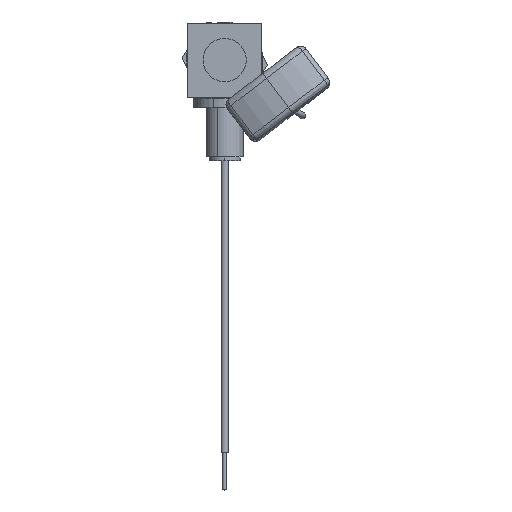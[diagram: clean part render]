
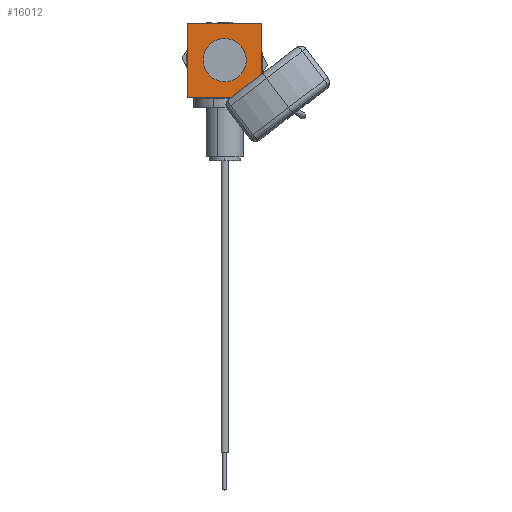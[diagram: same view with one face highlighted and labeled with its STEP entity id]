
A CAD part, top view. The second image highlights one B-rep face of the part: STEP entity #16012.
In plain terms, the highlighted planar face has unit normal (0, 0, 1).
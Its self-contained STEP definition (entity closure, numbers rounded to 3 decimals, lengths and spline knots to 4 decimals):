
#1116 = CARTESIAN_POINT ( 'NONE',  ( 0.375, -0.375, 1. ) ) ;
#3553 = CARTESIAN_POINT ( 'NONE',  ( 0.219, 0., 1. ) ) ;
#3838 = VECTOR ( 'NONE', #15833, 39.3701 ) ;
#3987 = ORIENTED_EDGE ( 'NONE', *, *, #31457, .T. ) ;
#4253 = DIRECTION ( 'NONE',  ( 1., 0., 0. ) ) ;
#5241 = CARTESIAN_POINT ( 'NONE',  ( -0.375, 0.375, 1. ) ) ;
#5309 = VERTEX_POINT ( 'NONE', #26434 ) ;
#5505 = CARTESIAN_POINT ( 'NONE',  ( -0.219, 0., 1. ) ) ;
#6343 = EDGE_CURVE ( 'NONE', #34015, #5309, #13176, .T. ) ;
#6732 = DIRECTION ( 'NONE',  ( 0., 1., 0. ) ) ;
#7096 = LINE ( 'NONE', #51315, #39451 ) ;
#7684 = VERTEX_POINT ( 'NONE', #3553 ) ;
#9241 = DIRECTION ( 'NONE',  ( 0., 0., -1. ) ) ;
#9946 = CIRCLE ( 'NONE', #42547, 0.219 ) ;
#12084 = EDGE_CURVE ( 'NONE', #5309, #23404, #14115, .T. ) ;
#13176 = LINE ( 'NONE', #51562, #45566 ) ;
#14115 = LINE ( 'NONE', #40198, #34389 ) ;
#15344 = EDGE_CURVE ( 'NONE', #23404, #24432, #47067, .T. ) ;
#15833 = DIRECTION ( 'NONE',  ( 1., 0., 0. ) ) ;
#15880 = DIRECTION ( 'NONE',  ( 0., 1., 0. ) ) ;
#16012 = ADVANCED_FACE ( 'NONE', ( #26564, #48287 ), #32276, .T. ) ;
#18745 = DIRECTION ( 'NONE',  ( 0., 0., -1. ) ) ;
#19084 = VERTEX_POINT ( 'NONE', #5505 ) ;
#20357 = CARTESIAN_POINT ( 'NONE',  ( 0., 0., 1. ) ) ;
#23061 = DIRECTION ( 'NONE',  ( -1., 0., 0. ) ) ;
#23404 = VERTEX_POINT ( 'NONE', #5241 ) ;
#23911 = AXIS2_PLACEMENT_3D ( 'NONE', #33469, #9241, #37585 ) ;
#24432 = VERTEX_POINT ( 'NONE', #41136 ) ;
#24645 = EDGE_LOOP ( 'NONE', ( #33185, #41041 ) ) ;
#26096 = EDGE_CURVE ( 'NONE', #19084, #7684, #27711, .T. ) ;
#26434 = CARTESIAN_POINT ( 'NONE',  ( -0.375, -0.375, 1. ) ) ;
#26564 = FACE_BOUND ( 'NONE', #24645, .T. ) ;
#27711 = CIRCLE ( 'NONE', #23911, 0.219 ) ;
#28515 = DIRECTION ( 'NONE',  ( 0., 0., 1. ) ) ;
#31457 = EDGE_CURVE ( 'NONE', #34015, #24432, #7096, .T. ) ;
#31978 = CARTESIAN_POINT ( 'NONE',  ( -0.375, 0.375, 1. ) ) ;
#32276 = PLANE ( 'NONE',  #32415 ) ;
#32415 = AXIS2_PLACEMENT_3D ( 'NONE', #20357, #28515, #4253 ) ;
#33185 = ORIENTED_EDGE ( 'NONE', *, *, #26096, .T. ) ;
#33469 = CARTESIAN_POINT ( 'NONE',  ( 0., 0., 1. ) ) ;
#34015 = VERTEX_POINT ( 'NONE', #1116 ) ;
#34389 = VECTOR ( 'NONE', #15880, 39.3701 ) ;
#37585 = DIRECTION ( 'NONE',  ( -1., 0., 0. ) ) ;
#38291 = ORIENTED_EDGE ( 'NONE', *, *, #6343, .F. ) ;
#39451 = VECTOR ( 'NONE', #6732, 39.3701 ) ;
#40198 = CARTESIAN_POINT ( 'NONE',  ( -0.375, -0.375, 1. ) ) ;
#40933 = ORIENTED_EDGE ( 'NONE', *, *, #15344, .F. ) ;
#41041 = ORIENTED_EDGE ( 'NONE', *, *, #49005, .T. ) ;
#41136 = CARTESIAN_POINT ( 'NONE',  ( 0.375, 0.375, 1. ) ) ;
#42547 = AXIS2_PLACEMENT_3D ( 'NONE', #43130, #18745, #47235 ) ;
#43130 = CARTESIAN_POINT ( 'NONE',  ( 0., 0., 1. ) ) ;
#45232 = ORIENTED_EDGE ( 'NONE', *, *, #12084, .F. ) ;
#45566 = VECTOR ( 'NONE', #23061, 39.3701 ) ;
#47067 = LINE ( 'NONE', #31978, #3838 ) ;
#47235 = DIRECTION ( 'NONE',  ( -1., 0., 0. ) ) ;
#47488 = EDGE_LOOP ( 'NONE', ( #38291, #3987, #40933, #45232 ) ) ;
#48287 = FACE_OUTER_BOUND ( 'NONE', #47488, .T. ) ;
#49005 = EDGE_CURVE ( 'NONE', #7684, #19084, #9946, .T. ) ;
#51315 = CARTESIAN_POINT ( 'NONE',  ( 0.375, 0., 1. ) ) ;
#51562 = CARTESIAN_POINT ( 'NONE',  ( 0.375, -0.375, 1. ) ) ;
